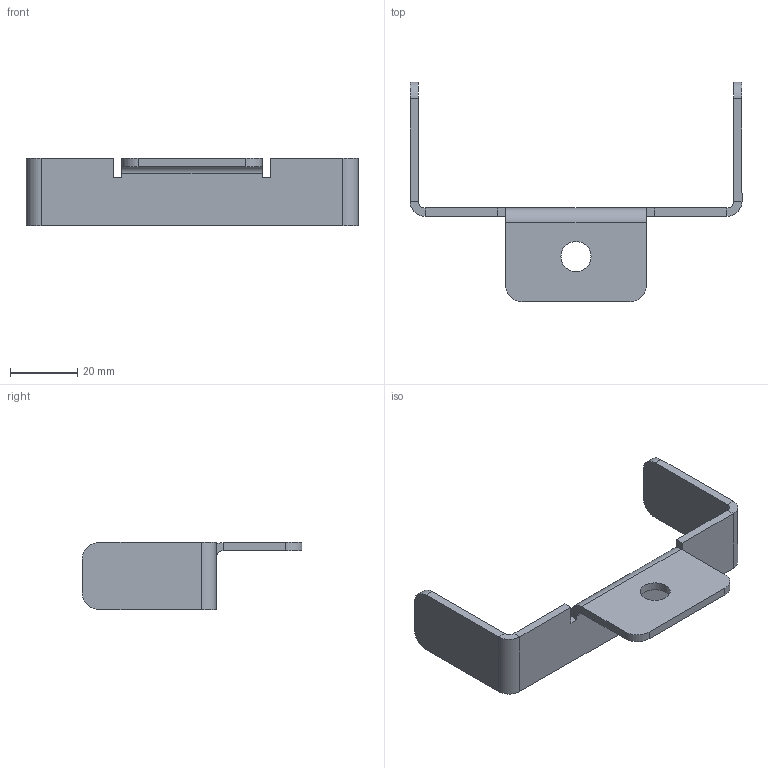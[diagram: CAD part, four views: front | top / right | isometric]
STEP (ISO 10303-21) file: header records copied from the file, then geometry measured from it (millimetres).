
FILE_DESCRIPTION(/* description */ (''),/* implementation_level */ '2;1');
FILE_NAME(/* name */ 'SupportBatterie_BlocageLongitudinal_Tolerie v13.step',/* time_stamp */ '2020-05-16T15:02:44+02:00',/* author */ (''),/* organization */ (''),/* preprocessor_version */ 'ST-DEVELOPER v18.1',/* originating_system */ 'Autodesk Translation Framework v9.3.0.1241',/* authorisation */ '');
FILE_SCHEMA (('AUTOMOTIVE_DESIGN { 1 0 10303 214 3 1 1 }'));
Length unit declared in the file: millimetre
Products named in the file (1): SupportBatterie_BlocageLongitudinal_Tolerie
Bounding box: 99 x 65.5 x 20 mm (x, y, z)
Volume: 10780.1 mm3; surface area: 9796.7 mm2
Topology: 1 solids, 1 shells, 45 faces, 105 edges, 62 vertices
Faces by surface type: plane 32, cylinder 13
Full cylindrical faces by diameter (mm): 9 x1
Entity records: 1290 total; most frequent: DIRECTION 223, CARTESIAN_POINT 213, ORIENTED_EDGE 210, EDGE_CURVE 105, LINE 79, VECTOR 79, AXIS2_PLACEMENT_3D 72, VERTEX_POINT 62
